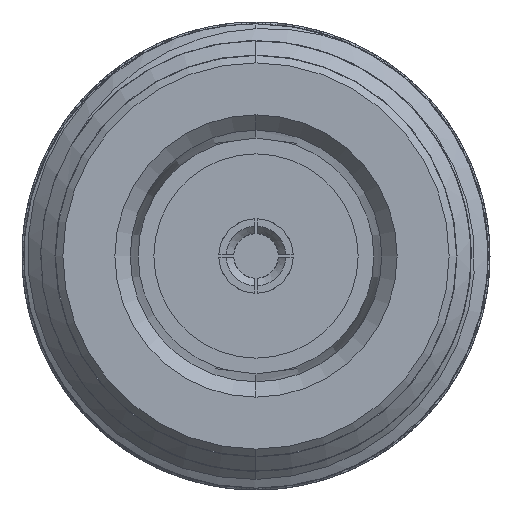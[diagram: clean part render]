
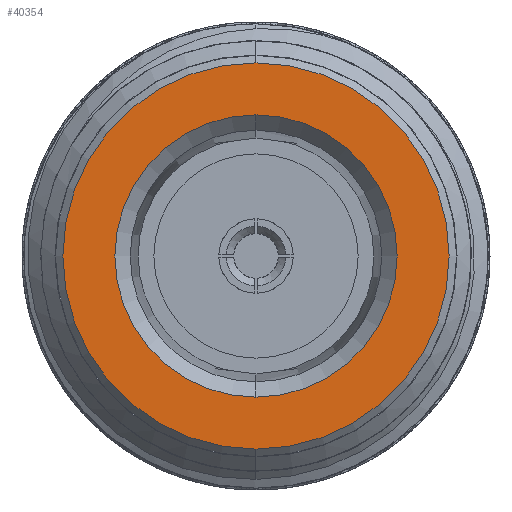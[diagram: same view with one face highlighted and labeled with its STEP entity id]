
A CAD part, left-side view. The second image highlights one B-rep face of the part: STEP entity #40354.
In plain terms, the highlighted planar face has unit normal (-1, 0, 0).
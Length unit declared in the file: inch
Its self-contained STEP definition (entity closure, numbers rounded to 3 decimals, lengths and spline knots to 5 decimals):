
#2479 = AXIS2_PLACEMENT_3D ( 'NONE', #40654, #8229, #71233 ) ;
#8229 = DIRECTION ( 'NONE',  ( -1., 0., 0. ) ) ;
#12014 = CARTESIAN_POINT ( 'NONE',  ( 0., 0., 0. ) ) ;
#12390 = DIRECTION ( 'NONE',  ( -1., 0., 0. ) ) ;
#15161 = DIRECTION ( 'NONE',  ( 1., 0., 0. ) ) ;
#15693 = CIRCLE ( 'NONE', #82663, 0.19 ) ;
#19541 = CARTESIAN_POINT ( 'NONE',  ( 0., 0., 0. ) ) ;
#19781 = CARTESIAN_POINT ( 'NONE',  ( 0., 0., 0.19 ) ) ;
#28423 = DIRECTION ( 'NONE',  ( 0., 0., 1. ) ) ;
#29493 = CARTESIAN_POINT ( 'NONE',  ( 0., 0., 0. ) ) ;
#34466 = CIRCLE ( 'NONE', #80400, 0.26 ) ;
#35524 = DIRECTION ( 'NONE',  ( 1., 0., 0. ) ) ;
#35622 = ORIENTED_EDGE ( 'NONE', *, *, #90890, .T. ) ;
#36906 = DIRECTION ( 'NONE',  ( -1., 0., 0. ) ) ;
#37299 = DIRECTION ( 'NONE',  ( 0., 0., 1. ) ) ;
#40354 = ADVANCED_FACE ( 'NONE', ( #99649, #62104 ), #87500, .T. ) ;
#40654 = CARTESIAN_POINT ( 'NONE',  ( 0., 0., 0. ) ) ;
#45451 = VERTEX_POINT ( 'NONE', #56126 ) ;
#46383 = ORIENTED_EDGE ( 'NONE', *, *, #100425, .T. ) ;
#47662 = VERTEX_POINT ( 'NONE', #19781 ) ;
#48278 = EDGE_CURVE ( 'NONE', #93820, #92467, #34466, .T. ) ;
#56126 = CARTESIAN_POINT ( 'NONE',  ( 0., 0., -0.19 ) ) ;
#60061 = EDGE_CURVE ( 'NONE', #45451, #47662, #15693, .T. ) ;
#61110 = ORIENTED_EDGE ( 'NONE', *, *, #48278, .T. ) ;
#62104 = FACE_BOUND ( 'NONE', #68427, .T. ) ;
#68427 = EDGE_LOOP ( 'NONE', ( #35622, #77354 ) ) ;
#71233 = DIRECTION ( 'NONE',  ( 0., 0., 1. ) ) ;
#71768 = DIRECTION ( 'NONE',  ( 0., 0., 1. ) ) ;
#73265 = AXIS2_PLACEMENT_3D ( 'NONE', #12014, #35524, #85199 ) ;
#73958 = CIRCLE ( 'NONE', #73265, 0.19 ) ;
#77354 = ORIENTED_EDGE ( 'NONE', *, *, #60061, .T. ) ;
#80400 = AXIS2_PLACEMENT_3D ( 'NONE', #19541, #36906, #28423 ) ;
#80447 = CARTESIAN_POINT ( 'NONE',  ( 0., 0., 0.26 ) ) ;
#82663 = AXIS2_PLACEMENT_3D ( 'NONE', #96392, #15161, #71768 ) ;
#85199 = DIRECTION ( 'NONE',  ( 0., 0., 1. ) ) ;
#85371 = AXIS2_PLACEMENT_3D ( 'NONE', #29493, #12390, #37299 ) ;
#87500 = PLANE ( 'NONE',  #2479 ) ;
#90890 = EDGE_CURVE ( 'NONE', #47662, #45451, #73958, .T. ) ;
#92467 = VERTEX_POINT ( 'NONE', #105326 ) ;
#93820 = VERTEX_POINT ( 'NONE', #80447 ) ;
#96392 = CARTESIAN_POINT ( 'NONE',  ( 0., 0., 0. ) ) ;
#99308 = CIRCLE ( 'NONE', #85371, 0.26 ) ;
#99649 = FACE_OUTER_BOUND ( 'NONE', #106087, .T. ) ;
#100425 = EDGE_CURVE ( 'NONE', #92467, #93820, #99308, .T. ) ;
#105326 = CARTESIAN_POINT ( 'NONE',  ( 0., 0., -0.26 ) ) ;
#106087 = EDGE_LOOP ( 'NONE', ( #46383, #61110 ) ) ;
